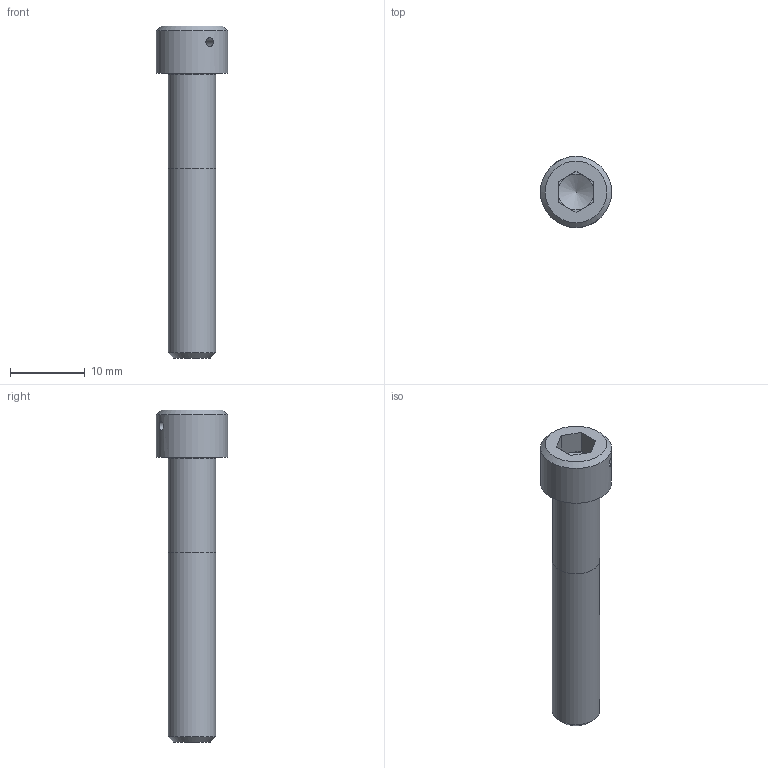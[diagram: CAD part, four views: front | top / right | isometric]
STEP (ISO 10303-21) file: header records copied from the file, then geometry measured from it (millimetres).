
FILE_DESCRIPTION(/* description */ ('STEP AP214'),/* implementation_level */ '2;1');
FILE_NAME(/* name */ '65c589d65f58383adc4ca7e5',/* time_stamp */ '2024-02-09T02:11:34Z',/* author */ (''),/* organization */ (''),/* preprocessor_version */ 'ST-DEVELOPER v19.4',/* originating_system */ ' ',/* authorisation */ ' ');
FILE_SCHEMA (('AUTOMOTIVE_DESIGN {1 0 10303 214 3 1 1}'));
Length unit declared in the file: metre
Products named in the file (1): Socket head cap screw 1/4-20 x 1.5 x 1
Bounding box: 9.53 x 9.53 x 44.45 mm (x, y, z)
Volume: 1575.5 mm3; surface area: 1137.1 mm2
Topology: 1 solids, 1 shells, 24 faces, 54 edges, 33 vertices
Faces by surface type: plane 15, cylinder 5, cone 3, torus 1
Full cylindrical faces by diameter (mm): 1.181 x2, 6.35 x2, 9.525 x1
Entity records: 648 total; most frequent: CARTESIAN_POINT 118, DIRECTION 106, ORIENTED_EDGE 84, EDGE_CURVE 42, AXIS2_PLACEMENT_3D 41, FACE_BOUND 39, EDGE_LOOP 38, VERTEX_POINT 31
